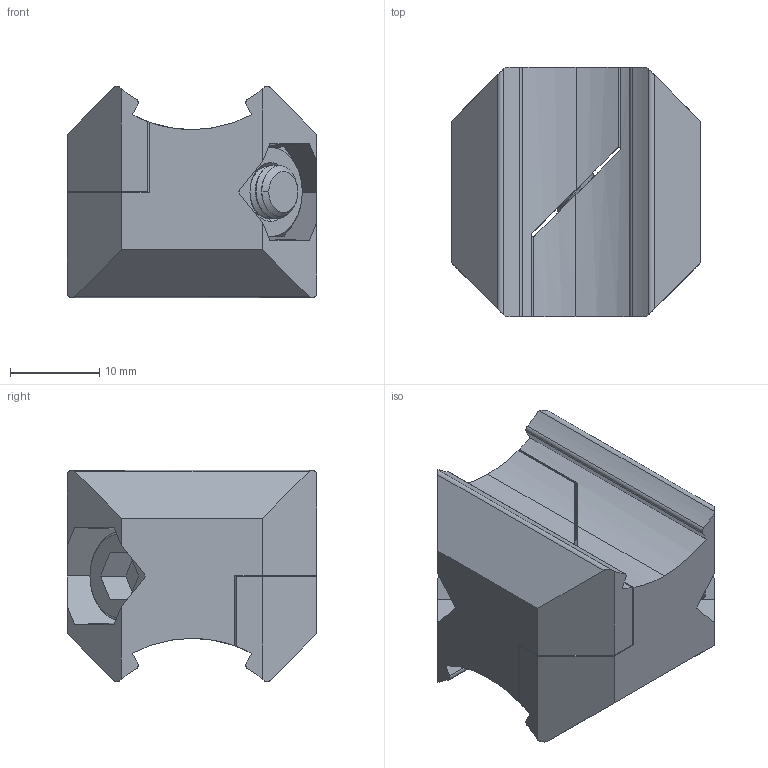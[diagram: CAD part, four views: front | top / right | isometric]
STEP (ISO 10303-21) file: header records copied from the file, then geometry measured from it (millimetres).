
FILE_DESCRIPTION (( 'STEP AP214' ), '1' );
FILE_NAME ('B387 Õ-ñîåäèíèòåëü òðóáíûõ ïðîôèëåé.STEP', '2024-01-23T08:35:17', ( '' ), ( '' ), 'SwSTEP 2.0', 'SolidWorks 2022', '' );
FILE_SCHEMA (( 'AUTOMOTIVE_DESIGN' ));
Length unit declared in the file: millimetre
Products named in the file (1): B387 Х-соединитель трубных профилей
Bounding box: 28 x 28 x 23.73 mm (x, y, z)
Volume: 11311.2 mm3; surface area: 6863.1 mm2
Topology: 4 solids, 4 shells, 187 faces, 508 edges, 331 vertices
Faces by surface type: cylinder 72, plane 70, cone 27, bspline 18
Entity records: 13355 total; most frequent: CARTESIAN_POINT 6878, ORIENTED_EDGE 1016, DIRECTION 730, EDGE_CURVE 508, VERTEX_POINT 331, AXIS2_PLACEMENT_3D 244, LINE 242, VECTOR 242
